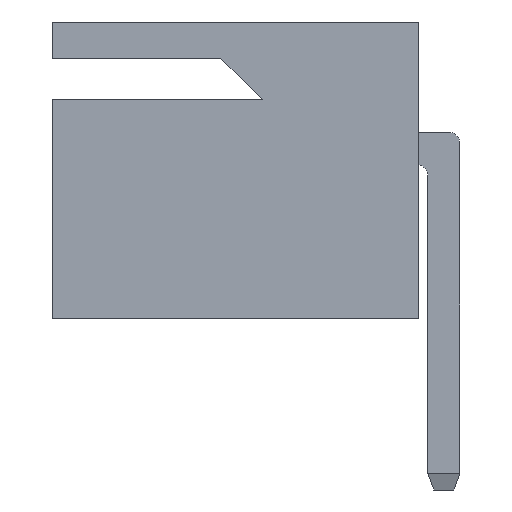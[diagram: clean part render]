
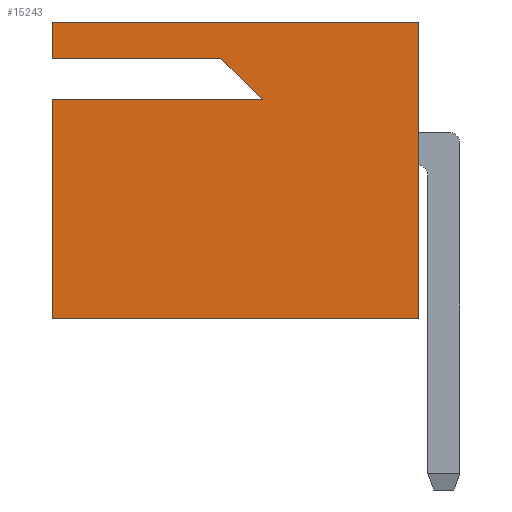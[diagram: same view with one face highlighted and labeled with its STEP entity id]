
A CAD part, left-side view. The second image highlights one B-rep face of the part: STEP entity #15243.
In plain terms, the highlighted planar face has unit normal (-1, 0, 0).
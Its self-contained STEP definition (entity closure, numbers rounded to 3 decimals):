
#1179=ORIENTED_EDGE('',*,*,#4169,.T.);
#1180=ORIENTED_EDGE('',*,*,#4170,.T.);
#1181=ORIENTED_EDGE('',*,*,#4171,.T.);
#1182=ORIENTED_EDGE('',*,*,#3945,.T.);
#1183=ORIENTED_EDGE('',*,*,#4168,.F.);
#1184=ORIENTED_EDGE('',*,*,#3952,.F.);
#1185=ORIENTED_EDGE('',*,*,#3859,.T.);
#1186=ORIENTED_EDGE('',*,*,#4172,.T.);
#3859=EDGE_CURVE('',#5405,#5404,#6362,.T.);
#3945=EDGE_CURVE('',#5422,#5483,#6448,.T.);
#3952=EDGE_CURVE('',#5405,#5489,#6455,.T.);
#4168=EDGE_CURVE('',#5489,#5483,#6671,.T.);
#4169=EDGE_CURVE('',#5614,#5615,#6672,.T.);
#4170=EDGE_CURVE('',#5615,#5616,#6673,.T.);
#4171=EDGE_CURVE('',#5616,#5422,#6674,.T.);
#4172=EDGE_CURVE('',#5404,#5614,#6675,.T.);
#5404=VERTEX_POINT('',#19627);
#5405=VERTEX_POINT('',#19629);
#5422=VERTEX_POINT('',#19674);
#5483=VERTEX_POINT('',#19797);
#5489=VERTEX_POINT('',#19812);
#5614=VERTEX_POINT('',#20200);
#5615=VERTEX_POINT('',#20201);
#5616=VERTEX_POINT('',#20203);
#6362=LINE('',#19628,#7609);
#6448=LINE('',#19798,#7695);
#6455=LINE('',#19811,#7702);
#6671=LINE('',#20197,#7918);
#6672=LINE('',#20199,#7919);
#6673=LINE('',#20202,#7920);
#6674=LINE('',#20204,#7921);
#6675=LINE('',#20205,#7922);
#7609=VECTOR('',#16917,1000.);
#7695=VECTOR('',#17013,1000.);
#7702=VECTOR('',#17022,1000.);
#7918=VECTOR('',#17328,1000.);
#7919=VECTOR('',#17331,1000.);
#7920=VECTOR('',#17332,1000.);
#7921=VECTOR('',#17333,1000.);
#7922=VECTOR('',#17334,1000.);
#8759=EDGE_LOOP('',(#1179,#1180,#1181,#1182,#1183,#1184,#1185,#1186));
#9440=FACE_BOUND('',#8759,.T.);
#10121=PLANE('',#15981);
#15243=ADVANCED_FACE('',(#9440),#10121,.T.);
#15981=AXIS2_PLACEMENT_3D('',#20198,#17329,#17330);
#16917=DIRECTION('',(0.,0.,-1.));
#17013=DIRECTION('',(0.,-1.,0.));
#17022=DIRECTION('',(0.,-1.,0.));
#17328=DIRECTION('',(0.,0.,-1.));
#17329=DIRECTION('',(-1.,0.,0.));
#17330=DIRECTION('',(0.,1.,0.));
#17331=DIRECTION('',(0.,-0.707,-0.707));
#17332=DIRECTION('',(0.,1.,0.));
#17333=DIRECTION('',(0.,0.,-1.));
#17334=DIRECTION('',(0.,-1.,0.));
#19627=CARTESIAN_POINT('',(-21.387,7.534,5.131));
#19628=CARTESIAN_POINT('',(-21.387,7.534,5.842));
#19629=CARTESIAN_POINT('',(-21.387,7.534,5.842));
#19674=CARTESIAN_POINT('',(-21.387,7.534,0.));
#19797=CARTESIAN_POINT('',(-21.387,0.32,0.));
#19798=CARTESIAN_POINT('',(-21.387,1.031,0.));
#19811=CARTESIAN_POINT('',(-21.387,1.031,5.842));
#19812=CARTESIAN_POINT('',(-21.387,0.32,5.842));
#20197=CARTESIAN_POINT('',(-21.387,0.32,5.842));
#20198=CARTESIAN_POINT('',(-21.387,1.031,5.842));
#20199=CARTESIAN_POINT('',(-21.387,4.206,5.131));
#20200=CARTESIAN_POINT('',(-21.387,4.206,5.131));
#20201=CARTESIAN_POINT('',(-21.387,3.393,4.318));
#20202=CARTESIAN_POINT('',(-21.387,3.393,4.318));
#20203=CARTESIAN_POINT('',(-21.387,7.534,4.318));
#20204=CARTESIAN_POINT('',(-21.387,7.534,5.842));
#20205=CARTESIAN_POINT('',(-21.387,7.534,5.131));
